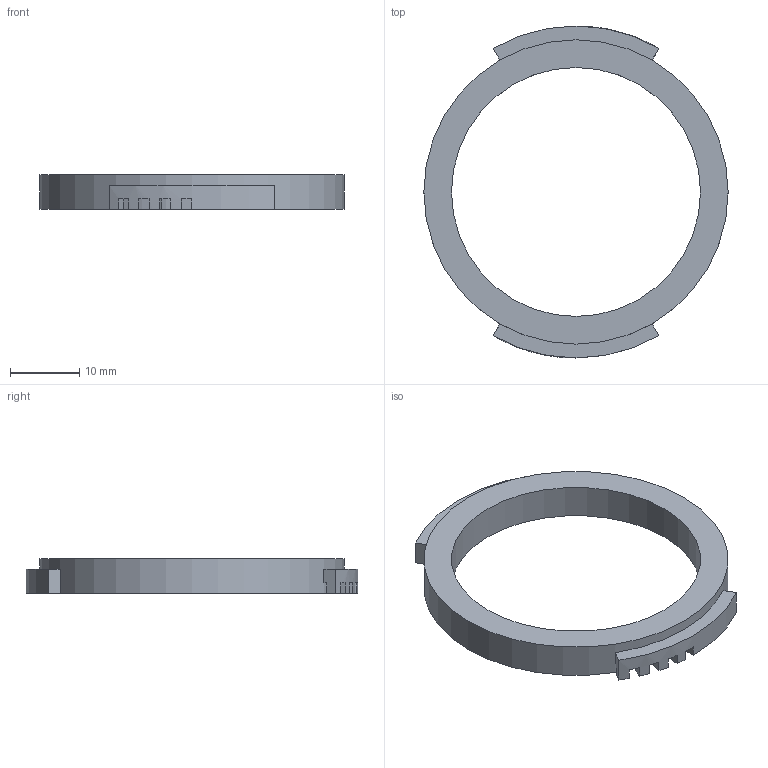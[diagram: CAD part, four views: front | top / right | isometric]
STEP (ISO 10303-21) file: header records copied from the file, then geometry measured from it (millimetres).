
FILE_DESCRIPTION(('STEP AP242'), '1');
FILE_NAME('Adapter_Ring', '', ('UNSPECIFIED'), ('UNSPECIFIED'), 'C3D Converter', 'C3D Toolkit', '');
FILE_SCHEMA(('AP242_MANAGED_MODEL_BASED_3D_ENGINEERING_MIM_LF { 1 0 10303 442 1 1 4 }'));
Length unit declared in the file: millimetre
Bounding box: 44 x 48 x 5 mm (x, y, z)
Volume: 2805.6 mm3; surface area: 2566.7 mm2
Topology: 1 solids, 1 shells, 46 faces, 132 edges, 88 vertices
Faces by surface type: plane 34, cylinder 12
Full cylindrical faces by diameter (mm): 36 x1, 44 x1
Entity records: 1924 total; most frequent: DIRECTION 270, CARTESIAN_POINT 265, ORIENTED_EDGE 260, EDGE_CURVE 130, AXIS2_PLACEMENT_3D 93, VERTEX_POINT 88, LINE 84, VECTOR 84
